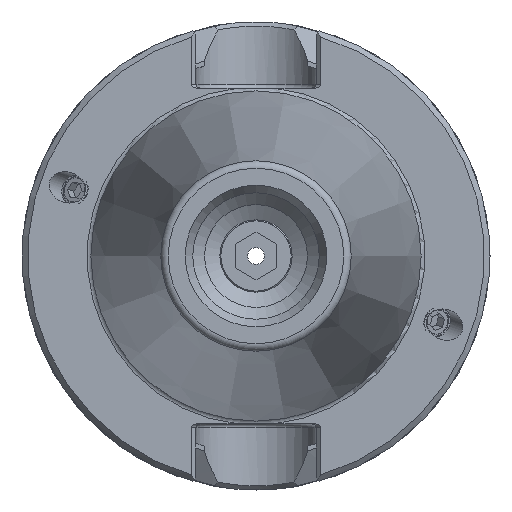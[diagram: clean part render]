
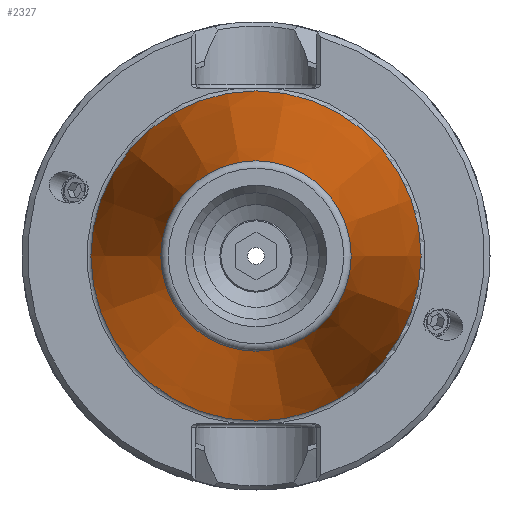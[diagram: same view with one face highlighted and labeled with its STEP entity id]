
A CAD part, left-side view. The second image highlights one B-rep face of the part: STEP entity #2327.
In plain terms, the highlighted conical face has half-angle 8.297 degrees and reference radius 17.456 mm.
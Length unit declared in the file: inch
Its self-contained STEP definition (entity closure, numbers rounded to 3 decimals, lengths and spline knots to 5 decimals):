
#364=CONICAL_SURFACE('',#2556,0.68724,8.297);
#489=CIRCLE('',#2539,0.875);
#497=CIRCLE('',#2554,0.50448);
#598=FACE_BOUND('',#926,.T.);
#726=FACE_OUTER_BOUND('',#925,.T.);
#925=EDGE_LOOP('',(#1886));
#926=EDGE_LOOP('',(#1887));
#1189=VERTEX_POINT('',#4072);
#1197=VERTEX_POINT('',#4095);
#1453=EDGE_CURVE('',#1189,#1189,#489,.T.);
#1461=EDGE_CURVE('',#1197,#1197,#497,.T.);
#1886=ORIENTED_EDGE('',*,*,#1453,.T.);
#1887=ORIENTED_EDGE('',*,*,#1461,.F.);
#2327=ADVANCED_FACE('',(#726,#598),#364,.T.);
#2539=AXIS2_PLACEMENT_3D('',#4073,#3023,#3024);
#2554=AXIS2_PLACEMENT_3D('',#4096,#3053,#3054);
#2556=AXIS2_PLACEMENT_3D('',#4098,#3057,#3058);
#3023=DIRECTION('center_axis',(-1.,0.,0.));
#3024=DIRECTION('ref_axis',(0.,1.,0.));
#3053=DIRECTION('center_axis',(-1.,0.,0.));
#3054=DIRECTION('ref_axis',(0.,-1.,0.));
#3057=DIRECTION('center_axis',(1.,0.,0.));
#3058=DIRECTION('ref_axis',(0.,1.,0.));
#4072=CARTESIAN_POINT('',(0.00001,0.875,0.));
#4073=CARTESIAN_POINT('Origin',(0.00001,0.,0.));
#4095=CARTESIAN_POINT('',(-2.54077,0.50448,0.));
#4096=CARTESIAN_POINT('Origin',(-2.54077,0.,
0.));
#4098=CARTESIAN_POINT('Origin',(-1.2875,0.,0.));
